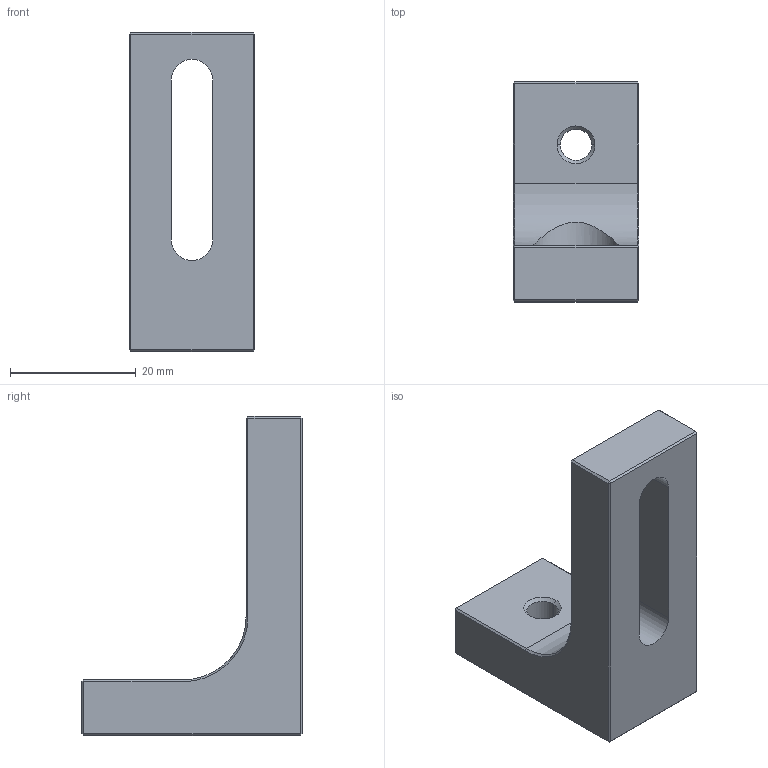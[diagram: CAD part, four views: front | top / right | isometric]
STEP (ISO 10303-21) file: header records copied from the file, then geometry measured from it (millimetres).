
FILE_DESCRIPTION (( 'STEP AP203' ), '1' );
FILE_NAME ('7.5.4.5-MCS-50B.STEP', '2023-04-28T02:24:19', ( '' ), ( '' ), 'SwSTEP 2.0', 'SolidWorks 2021', '' );
FILE_SCHEMA (( 'CONFIG_CONTROL_DESIGN' ));
Length unit declared in the file: millimetre
Products named in the file (1): 7.5.4.5-MCS-50B
Bounding box: 20 x 35 x 50.8 mm (x, y, z)
Volume: 11649.7 mm3; surface area: 5068.6 mm2
Topology: 1 solids, 1 shells, 55 faces, 121 edges, 68 vertices
Faces by surface type: plane 40, cylinder 9, cone 6
Entity records: 1578 total; most frequent: CARTESIAN_POINT 284, DIRECTION 257, ORIENTED_EDGE 242, EDGE_CURVE 121, LINE 95, VECTOR 95, AXIS2_PLACEMENT_3D 81, VERTEX_POINT 68
